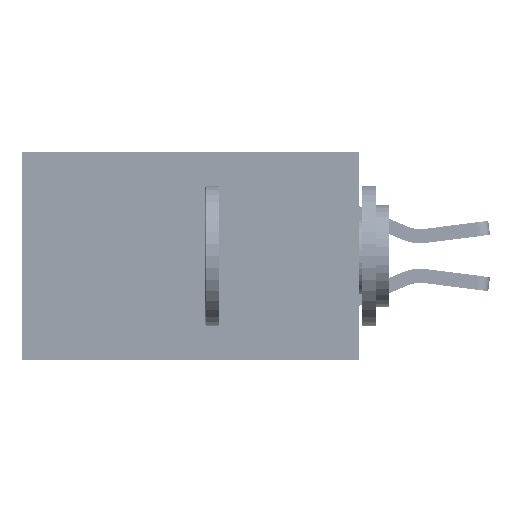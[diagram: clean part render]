
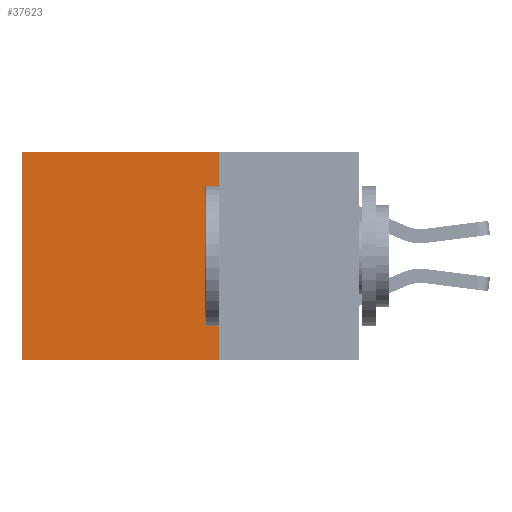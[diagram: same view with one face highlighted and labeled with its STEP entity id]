
A CAD part, left-side view. The second image highlights one B-rep face of the part: STEP entity #37623.
In plain terms, the highlighted planar face has unit normal (-1, 0, 0).
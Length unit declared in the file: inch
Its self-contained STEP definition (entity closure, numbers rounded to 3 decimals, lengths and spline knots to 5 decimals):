
#1725 = LINE ( 'NONE', #42732, #22448 ) ;
#1849 = CARTESIAN_POINT ( 'NONE',  ( 0.2875, 0.6, 0. ) ) ;
#2353 = DIRECTION ( 'NONE',  ( 0., 0., -1. ) ) ;
#3602 = VERTEX_POINT ( 'NONE', #10308 ) ;
#4699 = CARTESIAN_POINT ( 'NONE',  ( 0.2875, 0.25, -0.37 ) ) ;
#6866 = DIRECTION ( 'NONE',  ( 0., 1., 0. ) ) ;
#6966 = VECTOR ( 'NONE', #26256, 39.37008 ) ;
#10308 = CARTESIAN_POINT ( 'NONE',  ( 0.2875, 0.25, 0. ) ) ;
#11006 = CARTESIAN_POINT ( 'NONE',  ( 0.2875, 0.25, -0.37 ) ) ;
#11272 = CARTESIAN_POINT ( 'NONE',  ( 0.2875, 0.6, 0. ) ) ;
#12748 = PLANE ( 'NONE',  #28233 ) ;
#14336 = CARTESIAN_POINT ( 'NONE',  ( 0.2875, 0.25, 0. ) ) ;
#14634 = VERTEX_POINT ( 'NONE', #4699 ) ;
#16591 = EDGE_CURVE ( 'NONE', #3602, #14634, #1725, .T. ) ;
#18232 = LINE ( 'NONE', #11006, #6966 ) ;
#18906 = EDGE_CURVE ( 'NONE', #3602, #28648, #24610, .T. ) ;
#21234 = ORIENTED_EDGE ( 'NONE', *, *, #18906, .T. ) ;
#21843 = ORIENTED_EDGE ( 'NONE', *, *, #16591, .F. ) ;
#22448 = VECTOR ( 'NONE', #39174, 39.37008 ) ;
#24610 = LINE ( 'NONE', #14336, #31063 ) ;
#24816 = VECTOR ( 'NONE', #2353, 39.37008 ) ;
#26256 = DIRECTION ( 'NONE',  ( 0., 1., 0. ) ) ;
#26260 = ORIENTED_EDGE ( 'NONE', *, *, #38660, .T. ) ;
#28233 = AXIS2_PLACEMENT_3D ( 'NONE', #42700, #46329, #35196 ) ;
#28648 = VERTEX_POINT ( 'NONE', #11272 ) ;
#30056 = EDGE_LOOP ( 'NONE', ( #26260, #38233, #21843, #21234 ) ) ;
#31063 = VECTOR ( 'NONE', #6866, 39.37008 ) ;
#31138 = EDGE_CURVE ( 'NONE', #14634, #40766, #18232, .T. ) ;
#34806 = LINE ( 'NONE', #1849, #24816 ) ;
#35196 = DIRECTION ( 'NONE',  ( 0., 0., -1. ) ) ;
#37623 = ADVANCED_FACE ( 'NONE', ( #47866 ), #12748, .F. ) ;
#38233 = ORIENTED_EDGE ( 'NONE', *, *, #31138, .F. ) ;
#38660 = EDGE_CURVE ( 'NONE', #28648, #40766, #34806, .T. ) ;
#39174 = DIRECTION ( 'NONE',  ( 0., 0., -1. ) ) ;
#40766 = VERTEX_POINT ( 'NONE', #43846 ) ;
#42700 = CARTESIAN_POINT ( 'NONE',  ( 0.2875, 0.25, 0. ) ) ;
#42732 = CARTESIAN_POINT ( 'NONE',  ( 0.2875, 0.25, 0. ) ) ;
#43846 = CARTESIAN_POINT ( 'NONE',  ( 0.2875, 0.6, -0.37 ) ) ;
#46329 = DIRECTION ( 'NONE',  ( 1., 0., 0. ) ) ;
#47866 = FACE_OUTER_BOUND ( 'NONE', #30056, .T. ) ;
